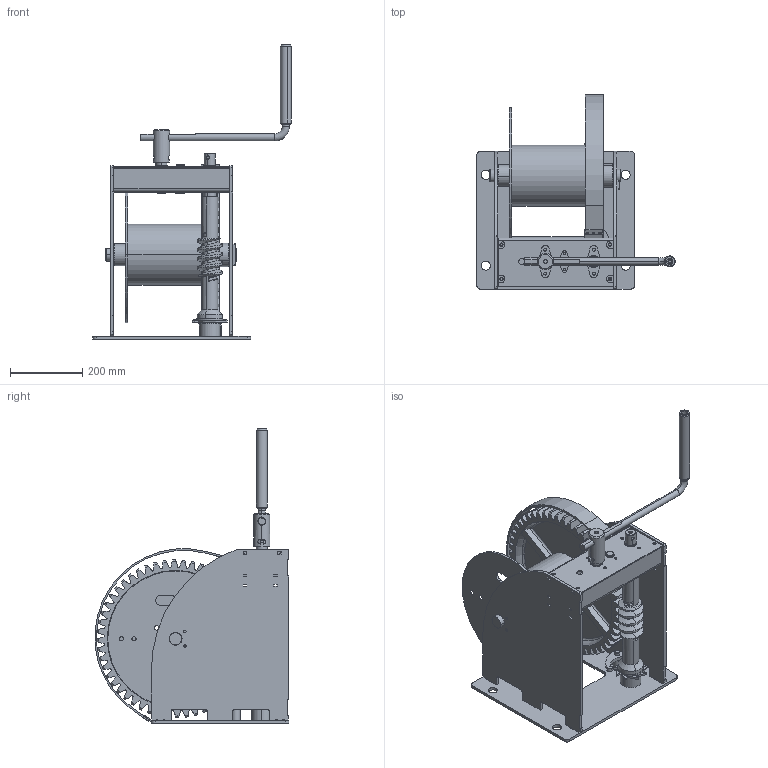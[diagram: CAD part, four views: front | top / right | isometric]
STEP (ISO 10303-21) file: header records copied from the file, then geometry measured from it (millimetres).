
FILE_DESCRIPTION (( 'STEP AP203' ), '1' );
FILE_NAME ('SL9031 WW3000.STEP', '2015-09-16T09:03:22', ( '.' ), ( '.' ), 'SwSTEP 2.0', 'SolidWorks 2015', '' );
FILE_SCHEMA (( 'CONFIG_CONTROL_DESIGN' ));
Length unit declared in the file: millimetre
Products named in the file (42): SL0227_Wormwiel; SL1339 borgplaat; SL1235_Palas_Met kraag; SL1456 beschermkap; SL1230 Sam palwiel; SL0196_Lagerring GL3520; SL1432 trommelas; SL1440 Sam huis; spur gear_din_DIN - Spur gear 3M 34T 20PA 28FW ---S34A75H50L30.0R1; SL1276 Lager RS40_27-38-20; SL0225_Trommelflens; SL0368_Slingerkop; SL1443 voorbrug; SL1437 achterplaat; SL9031 WW3000; SL1257 naaldlager AWX40; SL0224_Trommelbuis; SL0369_Slingerarm; SL1442 Sam voorbrug_Zonder lagers; SL1436 zijplaat; SL1256 lagerschijf AS4060; SL0192_Meenemer; SL0370_Handvat; SL1321 Flenslager GFL-20; SL1441 achterbrug; SL1444 aandrijfas; SL0218_Sam trommel; SL0371_Sam slinger; SL0206_Tandwiel m3z15; SL1341 bevestigingsplaat; SL1445 tussenas; SL0823_glijlager_3520; SL1320 Flenslager GFL-30; SL1234_pal_WWgroot; SL1347 beschermkapplaat; SL1319 Flenslager GFL-25; SL1233_palwiel_WW; SL1438 wormas; SL1334 remschijf; SL1275 Lagerrring AWX40_Met kraag ...
Assembly tree (50 placements, depth 3):
  SL9031 WW3000
    SL1440 Sam huis
      SL1437 achterplaat
      SL1436 zijplaat  x2
      SL1441 achterbrug
      SL1341 bevestigingsplaat  x4
      SL1347 beschermkapplaat
      SL1275 Lagerrring AWX40_Met kraag
      SL1235_Palas_Met kraag
    SL1442 Sam voorbrug_Zonder lagers
      SL1443 voorbrug
      SL1347 beschermkapplaat
    SL1321 Flenslager GFL-20  x2
    SL0206_Tandwiel m3z15
    SL1234_pal_WWgroot
    SL1334 remschijf
    SL1339 borgplaat
    SL1432 trommelas
    SL0368_Slingerkop
    SL0371_Sam slinger
      SL0369_Slingerarm
      SL0370_Handvat
    SL1320 Flenslager GFL-30  x2
    SL1438 wormas
    SL0218_Sam trommel
      SL0227_Wormwiel
      SL0196_Lagerring GL3520
      SL0225_Trommelflens
      SL0224_Trommelbuis
      SL0192_Meenemer  x3
    SL0823_glijlager_3520
    SL1230 Sam palwiel
      SL1233_palwiel_WW
      SL1258 Lagerbus
    SL1276 Lager RS40_27-38-20
    SL1257 naaldlager AWX40
    SL1256 lagerschijf AS4060
    SL1444 aandrijfas
    SL1445 tussenas
    SL1319 Flenslager GFL-25
    SL0569_Tandwiel m3z20
    SL1456 beschermkap
    spur gear_din_DIN - Spur gear 3M 34T 20PA 28FW ---S34A75H50L30.0R1
Bounding box: 547.94 x 535.77 x 813 mm (x, y, z)
Volume: 10945922.5 mm3; surface area: 2635017.5 mm2
Topology: 45 solids, 45 shells, 1846 faces, 4981 edges, 3270 vertices
Faces by surface type: cylinder 961, plane 579, cone 251, bspline 36, torus 19
Entity records: 75579 total; most frequent: CARTESIAN_POINT 29088, DIRECTION 9072, ORIENTED_EDGE 8724, EDGE_CURVE 4362, AXIS2_PLACEMENT_3D 3587, VERTEX_POINT 2860, CIRCLE 1948, VECTOR 1898
